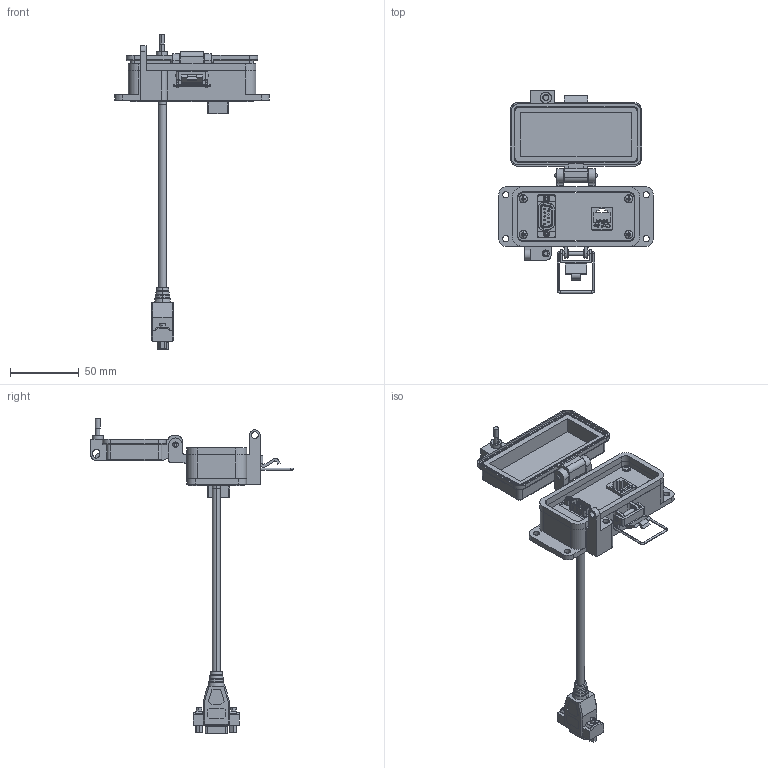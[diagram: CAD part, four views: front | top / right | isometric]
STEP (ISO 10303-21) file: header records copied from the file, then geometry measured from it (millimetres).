
FILE_DESCRIPTION (( 'STEP AP203' ), '1' );
FILE_NAME ('P-P1R2-F3RX-CXXX_3D.STEP', '2022-05-18T14:34:14', ( '' ), ( '' ), 'SwSTEP 2.0', 'SolidWorks 2021', '' );
FILE_SCHEMA (( 'CONFIG_CONTROL_DESIGN' ));
Length unit declared in the file: millimetre
Products named in the file (13): P-P1R2-F3RX-CXXX_TP060_1; Z-000-4243316TFP; P1; -F3; Z-000-440316 JACK SCREW_92710A212; Z-300-RJ45CAT5; P-P1R2-F3RX-CXXX_3D; 92005A124_METRIC PAN HEAD PHILLIPS MACHINE SCREW_92005A124; Z-H-F3_B; P-P1R2-F3RX-CXXX_BP180_1; R2; P-P1R2-F3RX-CXXX_FP060_1; Z-000-440316 NUT_95130A110
Assembly tree (19 placements, depth 3):
  P-P1R2-F3RX-CXXX_3D
    -F3
      Z-H-F3_B
    P-P1R2-F3RX-CXXX_BP180_1
    P-P1R2-F3RX-CXXX_FP060_1
    P-P1R2-F3RX-CXXX_TP060_1
    Z-000-4243316TFP  x3
    P1
    Z-000-440316 JACK SCREW_92710A212  x2
    Z-000-440316 NUT_95130A110  x2
    R2
      Z-300-RJ45CAT5
    92005A124_METRIC PAN HEAD PHILLIPS MACHINE SCREW_92005A124  x4
Bounding box: 113 x 147.61 x 229.8 mm (x, y, z)
Volume: 100746.7 mm3; surface area: 75745.2 mm2
Topology: 35 solids, 35 shells, 2662 faces, 7240 edges, 4730 vertices
Faces by surface type: cylinder 1239, plane 926, bspline 298, cone 163, torus 28, sphere 8
Entity records: 76763 total; most frequent: CARTESIAN_POINT 32056, ORIENTED_EDGE 9754, DIRECTION 7921, EDGE_CURVE 4877, VERTEX_POINT 3192, LINE 2719, VECTOR 2719, AXIS2_PLACEMENT_3D 2601
